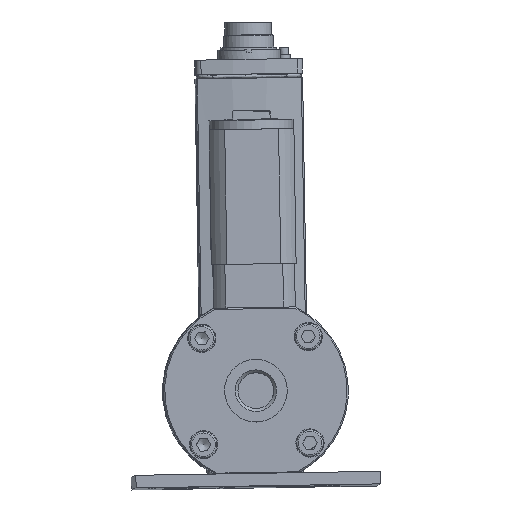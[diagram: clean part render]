
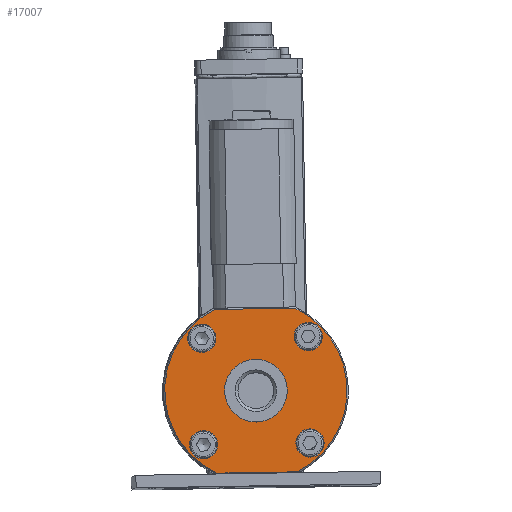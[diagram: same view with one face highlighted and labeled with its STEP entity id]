
A CAD part, top view. The second image highlights one B-rep face of the part: STEP entity #17007.
In plain terms, the highlighted planar face has unit normal (0.004, 0, 1).
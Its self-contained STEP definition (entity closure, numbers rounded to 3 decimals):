
#308=FACE_BOUND('',#2438,.T.);
#309=FACE_BOUND('',#2439,.T.);
#310=FACE_BOUND('',#2440,.T.);
#311=FACE_BOUND('',#2441,.T.);
#312=FACE_BOUND('',#2442,.T.);
#1403=FACE_OUTER_BOUND('',#2437,.T.);
#2437=EDGE_LOOP('',(#12203,#12204,#12205,#12206));
#2438=EDGE_LOOP('',(#12207));
#2439=EDGE_LOOP('',(#12208));
#2440=EDGE_LOOP('',(#12209));
#2441=EDGE_LOOP('',(#12210));
#2442=EDGE_LOOP('',(#12211));
#3399=CIRCLE('',#18169,10.);
#3423=CIRCLE('',#18232,29.1);
#3424=CIRCLE('',#18235,29.1);
#3426=CIRCLE('',#18239,4.5);
#3427=CIRCLE('',#18240,4.5);
#3428=CIRCLE('',#18241,4.5);
#3429=CIRCLE('',#18242,4.5);
#4370=LINE('',#32474,#5673);
#4371=LINE('',#32492,#5674);
#5673=VECTOR('',#20929,10.);
#5674=VECTOR('',#20936,10.);
#6943=VERTEX_POINT('',#25633);
#7082=VERTEX_POINT('',#32472);
#7083=VERTEX_POINT('',#32473);
#7084=VERTEX_POINT('',#32484);
#7085=VERTEX_POINT('',#32491);
#7086=VERTEX_POINT('',#32502);
#7087=VERTEX_POINT('',#32504);
#7088=VERTEX_POINT('',#32506);
#7089=VERTEX_POINT('',#32508);
#8734=EDGE_CURVE('',#6943,#6943,#3399,.T.);
#8950=EDGE_CURVE('',#7082,#7083,#4370,.T.);
#8953=EDGE_CURVE('',#7083,#7084,#3423,.T.);
#8955=EDGE_CURVE('',#7084,#7085,#4371,.T.);
#8957=EDGE_CURVE('',#7085,#7082,#3424,.T.);
#8959=EDGE_CURVE('',#7086,#7086,#3426,.T.);
#8960=EDGE_CURVE('',#7087,#7087,#3427,.T.);
#8961=EDGE_CURVE('',#7088,#7088,#3428,.T.);
#8962=EDGE_CURVE('',#7089,#7089,#3429,.T.);
#12203=ORIENTED_EDGE('',*,*,#8950,.F.);
#12204=ORIENTED_EDGE('',*,*,#8957,.F.);
#12205=ORIENTED_EDGE('',*,*,#8955,.F.);
#12206=ORIENTED_EDGE('',*,*,#8953,.F.);
#12207=ORIENTED_EDGE('',*,*,#8734,.T.);
#12208=ORIENTED_EDGE('',*,*,#8959,.T.);
#12209=ORIENTED_EDGE('',*,*,#8960,.T.);
#12210=ORIENTED_EDGE('',*,*,#8961,.T.);
#12211=ORIENTED_EDGE('',*,*,#8962,.T.);
#15377=PLANE('',#18238);
#17007=ADVANCED_FACE('',(#1403,#308,#309,#310,#311,#312),#15377,.T.);
#18169=AXIS2_PLACEMENT_3D('',#25634,#20723,#20724);
#18232=AXIS2_PLACEMENT_3D('',#32485,#20932,#20933);
#18235=AXIS2_PLACEMENT_3D('',#32498,#20939,#20940);
#18238=AXIS2_PLACEMENT_3D('',#32501,#20945,#20946);
#18239=AXIS2_PLACEMENT_3D('',#32503,#20947,#20948);
#18240=AXIS2_PLACEMENT_3D('',#32505,#20949,#20950);
#18241=AXIS2_PLACEMENT_3D('',#32507,#20951,#20952);
#18242=AXIS2_PLACEMENT_3D('',#32509,#20953,#20954);
#20723=DIRECTION('center_axis',(-0.004,0.,
-1.));
#20724=DIRECTION('ref_axis',(1.,0.016,-0.004));
#20929=DIRECTION('',(-1.,-0.016,0.004));
#20932=DIRECTION('center_axis',(-0.004,0.,
-1.));
#20933=DIRECTION('ref_axis',(-1.,-0.016,0.004));
#20936=DIRECTION('',(1.,0.016,-0.004));
#20939=DIRECTION('center_axis',(-0.004,0.,
-1.));
#20940=DIRECTION('ref_axis',(1.,0.016,-0.004));
#20945=DIRECTION('center_axis',(0.004,0.,
1.));
#20946=DIRECTION('ref_axis',(1.,0.016,-0.004));
#20947=DIRECTION('center_axis',(-0.004,0.,
-1.));
#20948=DIRECTION('ref_axis',(1.,0.016,-0.004));
#20949=DIRECTION('center_axis',(-0.004,0.,
-1.));
#20950=DIRECTION('ref_axis',(1.,0.016,-0.004));
#20951=DIRECTION('center_axis',(-0.004,0.,
-1.));
#20952=DIRECTION('ref_axis',(1.,0.016,-0.004));
#20953=DIRECTION('center_axis',(-0.004,0.,
-1.));
#20954=DIRECTION('ref_axis',(1.,0.016,-0.004));
#25633=CARTESIAN_POINT('',(-9.983,0.785,124.73));
#25634=CARTESIAN_POINT('Origin',(0.016,0.948,124.692));
#32472=CARTESIAN_POINT('',(13.309,-24.938,124.643));
#32473=CARTESIAN_POINT('',(-12.425,-25.358,124.741));
#32474=CARTESIAN_POINT('',(6.922,-25.042,124.667));
#32484=CARTESIAN_POINT('',(-13.277,26.835,124.741));
#32485=CARTESIAN_POINT('Origin',(0.016,0.948,124.692));
#32491=CARTESIAN_POINT('',(12.456,27.255,124.643));
#32492=CARTESIAN_POINT('',(-6.89,26.939,124.717));
#32498=CARTESIAN_POINT('Origin',(0.016,0.948,124.692));
#32501=CARTESIAN_POINT('Origin',(0.016,0.948,124.692));
#32502=CARTESIAN_POINT('',(12.208,18.12,124.645));
#32503=CARTESIAN_POINT('Origin',(16.707,18.194,124.627));
#32504=CARTESIAN_POINT('',(-21.174,-16.371,124.774));
#32505=CARTESIAN_POINT('Origin',(-16.675,-16.297,124.757));
#32506=CARTESIAN_POINT('',(-21.729,17.566,124.774));
#32507=CARTESIAN_POINT('Origin',(-17.229,17.639,124.757));
#32508=CARTESIAN_POINT('',(12.762,-15.816,124.645));
#32509=CARTESIAN_POINT('Origin',(17.261,-15.743,124.627));
